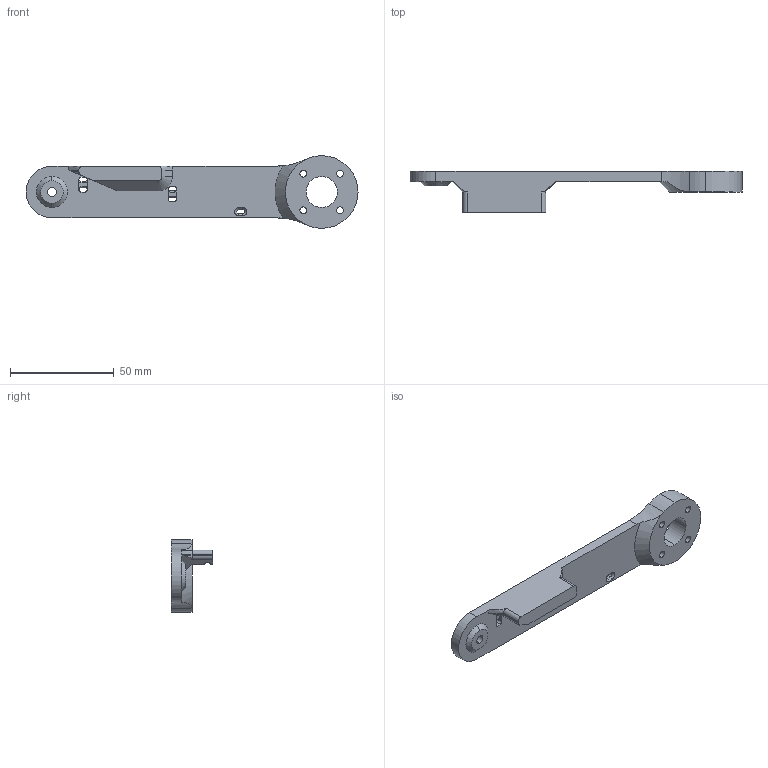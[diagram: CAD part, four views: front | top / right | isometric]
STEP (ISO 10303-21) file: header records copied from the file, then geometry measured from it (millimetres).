
FILE_DESCRIPTION (( 'STEP AP214' ), '1' );
FILE_NAME ('衵苤虯-蟀諉萇儂-3D.STEP', '2025-08-25T08:19:10', ( '' ), ( '' ), 'SwSTEP 2.0', 'SolidWorks 2018', '' );
FILE_SCHEMA (( 'AUTOMOTIVE_DESIGN' ));
Length unit declared in the file: millimetre
Products named in the file (1): 衵苤虯-蟀諉萇儂-3D
Bounding box: 160 x 20 x 35 mm (x, y, z)
Volume: 27361.8 mm3; surface area: 12646.9 mm2
Topology: 1 solids, 1 shells, 127 faces, 346 edges, 220 vertices
Faces by surface type: plane 63, cylinder 44, cone 20
Entity records: 4206 total; most frequent: CARTESIAN_POINT 847, DIRECTION 716, ORIENTED_EDGE 692, EDGE_CURVE 346, AXIS2_PLACEMENT_3D 263, VERTEX_POINT 220, VECTOR 190, LINE 190
